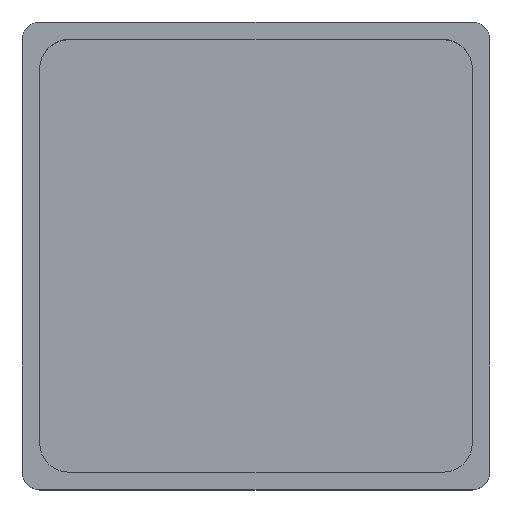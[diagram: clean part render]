
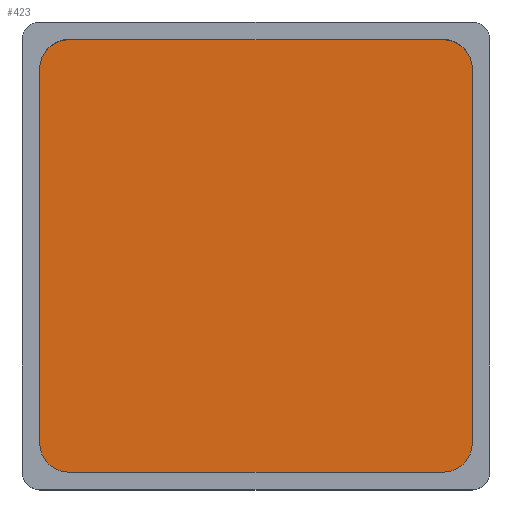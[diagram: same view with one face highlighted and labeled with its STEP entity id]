
A CAD part, top view. The second image highlights one B-rep face of the part: STEP entity #423.
In plain terms, the highlighted planar face has unit normal (0, 0, 1).
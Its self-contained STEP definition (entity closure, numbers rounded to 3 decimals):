
#21=PLANE('',#457);
#41=FACE_OUTER_BOUND('',#65,.T.);
#65=EDGE_LOOP('',(#319,#320,#321,#322,#323,#324,#325,#326));
#87=LINE('',#622,#131);
#91=LINE('',#634,#135);
#95=LINE('',#646,#139);
#98=LINE('',#655,#142);
#131=VECTOR('',#495,64.);
#135=VECTOR('',#507,64.);
#139=VECTOR('',#519,64.);
#142=VECTOR('',#530,64.);
#172=CIRCLE('',#443,5.);
#174=CIRCLE('',#447,5.);
#176=CIRCLE('',#451,5.);
#178=CIRCLE('',#455,5.);
#189=VERTEX_POINT('',#612);
#190=VERTEX_POINT('',#614);
#192=VERTEX_POINT('',#620);
#194=VERTEX_POINT('',#626);
#196=VERTEX_POINT('',#632);
#198=VERTEX_POINT('',#638);
#200=VERTEX_POINT('',#644);
#202=VERTEX_POINT('',#650);
#229=EDGE_CURVE('',#189,#190,#172,.T.);
#233=EDGE_CURVE('',#192,#189,#87,.T.);
#236=EDGE_CURVE('',#194,#192,#174,.T.);
#239=EDGE_CURVE('',#196,#194,#91,.T.);
#242=EDGE_CURVE('',#198,#196,#176,.T.);
#245=EDGE_CURVE('',#200,#198,#95,.T.);
#248=EDGE_CURVE('',#202,#200,#178,.T.);
#250=EDGE_CURVE('',#190,#202,#98,.T.);
#319=ORIENTED_EDGE('',*,*,#250,.F.);
#320=ORIENTED_EDGE('',*,*,#229,.F.);
#321=ORIENTED_EDGE('',*,*,#233,.F.);
#322=ORIENTED_EDGE('',*,*,#236,.F.);
#323=ORIENTED_EDGE('',*,*,#239,.F.);
#324=ORIENTED_EDGE('',*,*,#242,.F.);
#325=ORIENTED_EDGE('',*,*,#245,.F.);
#326=ORIENTED_EDGE('',*,*,#248,.F.);
#423=ADVANCED_FACE('',(#41),#21,.T.);
#443=AXIS2_PLACEMENT_3D('',#615,#488,#489);
#447=AXIS2_PLACEMENT_3D('',#628,#501,#502);
#451=AXIS2_PLACEMENT_3D('',#640,#513,#514);
#455=AXIS2_PLACEMENT_3D('',#652,#525,#526);
#457=AXIS2_PLACEMENT_3D('',#656,#531,#532);
#488=DIRECTION('center_axis',(0.,0.,-1.));
#489=DIRECTION('ref_axis',(-1.,0.,0.));
#495=DIRECTION('',(-1.,0.,0.));
#501=DIRECTION('center_axis',(0.,0.,-1.));
#502=DIRECTION('ref_axis',(0.,-1.,0.));
#507=DIRECTION('',(0.,-1.,0.));
#513=DIRECTION('center_axis',(0.,0.,-1.));
#514=DIRECTION('ref_axis',(1.,0.,0.));
#519=DIRECTION('',(1.,0.,0.));
#525=DIRECTION('center_axis',(0.,0.,-1.));
#526=DIRECTION('ref_axis',(0.,1.,0.));
#530=DIRECTION('',(0.,1.,0.));
#531=DIRECTION('center_axis',(0.,0.,1.));
#532=DIRECTION('ref_axis',(1.,0.,0.));
#612=CARTESIAN_POINT('',(-32.,-37.,4.5));
#614=CARTESIAN_POINT('',(-37.,-32.,4.5));
#615=CARTESIAN_POINT('Origin',(-32.,-32.,4.5));
#620=CARTESIAN_POINT('',(32.,-37.,4.5));
#622=CARTESIAN_POINT('',(-32.,-37.,4.5));
#626=CARTESIAN_POINT('',(37.,-32.,4.5));
#628=CARTESIAN_POINT('Origin',(32.,-32.,4.5));
#632=CARTESIAN_POINT('',(37.,32.,4.5));
#634=CARTESIAN_POINT('',(37.,-32.,4.5));
#638=CARTESIAN_POINT('',(32.,37.,4.5));
#640=CARTESIAN_POINT('Origin',(32.,32.,4.5));
#644=CARTESIAN_POINT('',(-32.,37.,4.5));
#646=CARTESIAN_POINT('',(32.,37.,4.5));
#650=CARTESIAN_POINT('',(-37.,32.,4.5));
#652=CARTESIAN_POINT('Origin',(-32.,32.,4.5));
#655=CARTESIAN_POINT('',(-37.,32.,4.5));
#656=CARTESIAN_POINT('Origin',(0.,0.,
4.5));
